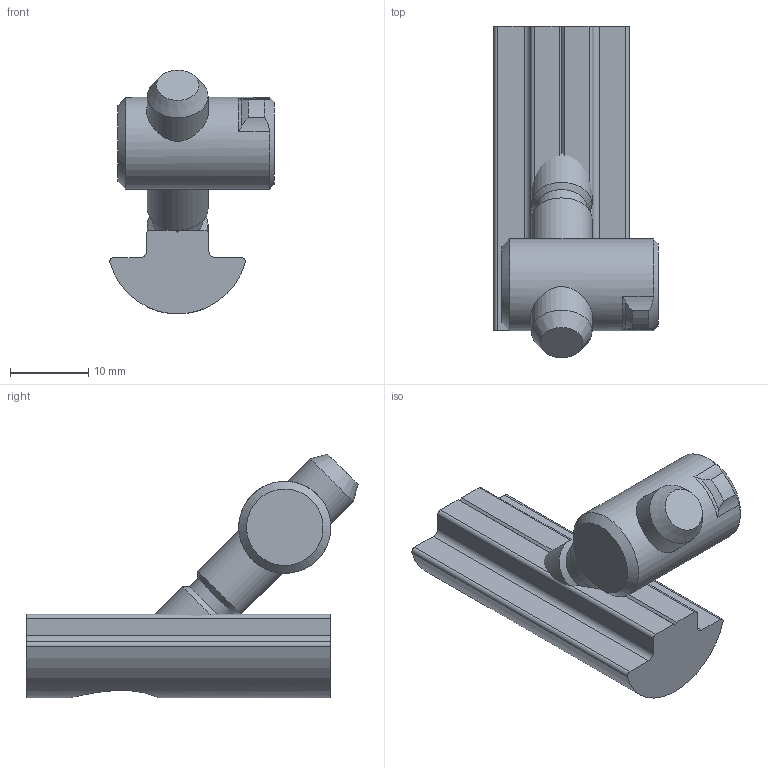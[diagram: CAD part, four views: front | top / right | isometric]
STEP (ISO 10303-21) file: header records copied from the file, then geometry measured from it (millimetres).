
FILE_DESCRIPTION(/* description */ ('GK Nutenstein Zentralsp. G45'),/* implementation_level */ '2;1');
FILE_NAME(/* name */ 'SV1151V_A.stp',/* time_stamp */ '2015-11-30T16:46:56+01:00',/* author */ ('Marina Kaa'),/* organization */ (''),/* preprocessor_version */ 'ST-DEVELOPER v15.6',/* originating_system */ 'Autodesk Inventor 2015',/* authorisation */ '');
FILE_SCHEMA (('AUTOMOTIVE_DESIGN { 1 0 10303 214 3 1 1 }'));
Length unit declared in the file: millimetre
Products named in the file (5): ME1640002_A; ME1615105; ME1620011; DK0914080100_A; SV1151V_A
Bounding box: 21.03 x 42.5 x 31.21 mm (x, y, z)
Volume: 7506 mm3; surface area: 4834.3 mm2
Topology: 4 solids, 4 shells, 61 faces, 157 edges, 103 vertices
Faces by surface type: plane 25, cylinder 22, cone 12, torus 2
Full cylindrical faces by diameter (mm): 6.5 x1, 6.647 x1, 6.65 x1, 7.8 x2, 8 x3, 11.8 x1
Entity records: 2007 total; most frequent: CARTESIAN_POINT 551, DIRECTION 290, ORIENTED_EDGE 254, EDGE_CURVE 127, AXIS2_PLACEMENT_3D 118, VERTEX_POINT 93, EDGE_LOOP 86, FACE_OUTER_BOUND 61
